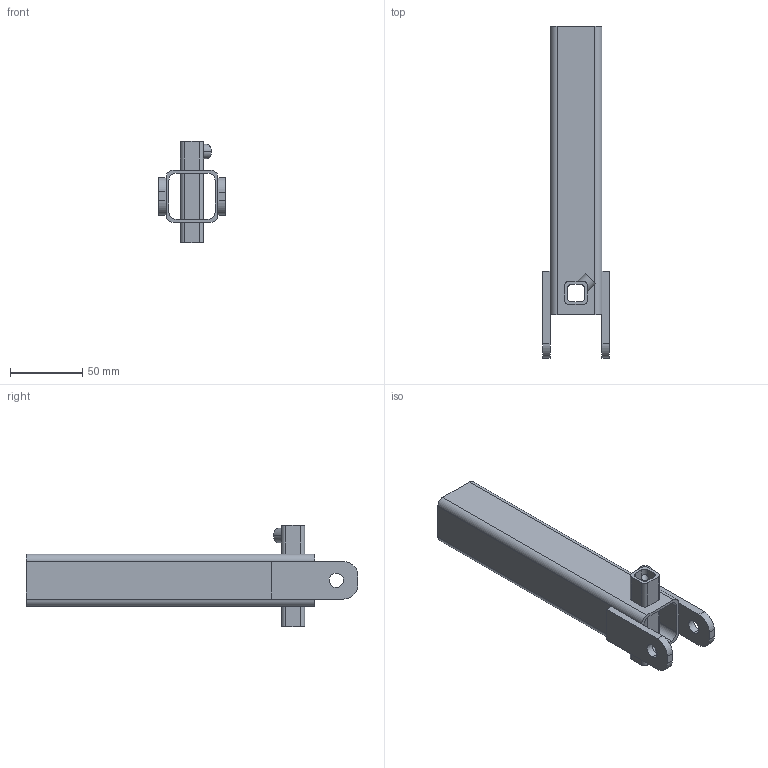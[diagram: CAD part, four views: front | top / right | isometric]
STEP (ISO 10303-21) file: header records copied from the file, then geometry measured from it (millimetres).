
FILE_DESCRIPTION (( 'STEP AP203' ), '1' );
FILE_NAME ('Fixation haut-verticalisateur.STEP', '2020-12-03T10:38:56', ( '' ), ( '' ), 'SwSTEP 2.0', 'SolidWorks 2019', '' );
FILE_SCHEMA (( 'CONFIG_CONTROL_DESIGN' ));
Length unit declared in the file: millimetre
Products named in the file (1): Fixation haut-verticalisateur
Bounding box: 46 x 230 x 70 mm (x, y, z)
Volume: 75902 mm3; surface area: 62458.9 mm2
Topology: 1 solids, 1 shells, 79 faces, 220 edges, 144 vertices
Faces by surface type: plane 41, cylinder 38
Entity records: 2711 total; most frequent: CARTESIAN_POINT 548, ORIENTED_EDGE 440, DIRECTION 436, EDGE_CURVE 220, AXIS2_PLACEMENT_3D 148, VERTEX_POINT 144, VECTOR 140, LINE 140
